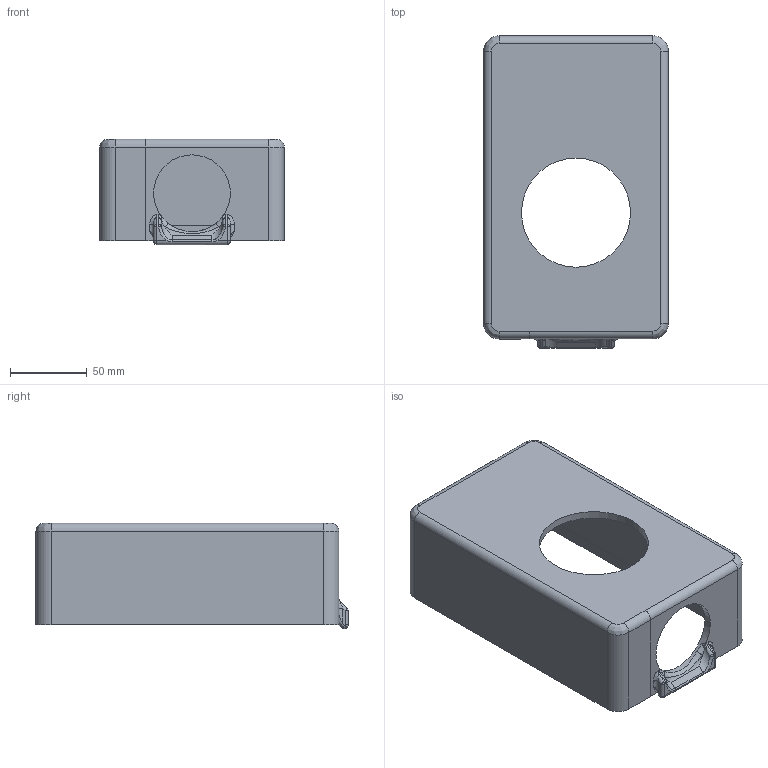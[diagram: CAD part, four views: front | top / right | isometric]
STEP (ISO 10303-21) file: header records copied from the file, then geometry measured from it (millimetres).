
FILE_DESCRIPTION((''),'2;1');
FILE_NAME('FRAME2','2020-12-06T',('JHC'),(''),'CREO PARAMETRIC BY PTC INC, 2016130','CREO PARAMETRIC BY PTC INC, 2016130','');
FILE_SCHEMA(('CONFIG_CONTROL_DESIGN'));
Length unit declared in the file: millimetre
Products named in the file (1): FRAME2
Bounding box: 120.2 x 203.2 x 68.56 mm (x, y, z)
Volume: 263468.6 mm3; surface area: 112994.7 mm2
Topology: 1 solids, 1 shells, 103 faces, 258 edges, 157 vertices
Faces by surface type: plane 42, cylinder 36, bspline 19, sphere 4, torus 2
Entity records: 4026 total; most frequent: CARTESIAN_POINT 1639, ORIENTED_EDGE 516, DIRECTION 454, EDGE_CURVE 258, AXIS2_PLACEMENT_3D 157, VERTEX_POINT 157, VECTOR 140, LINE 140
